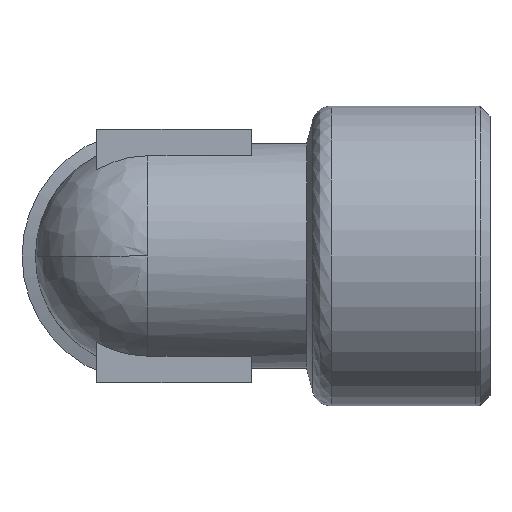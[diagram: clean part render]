
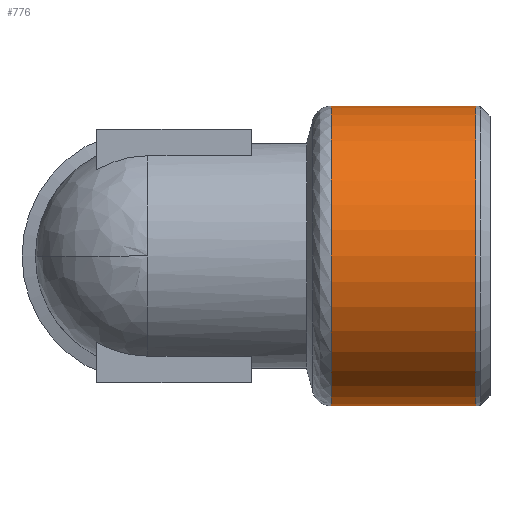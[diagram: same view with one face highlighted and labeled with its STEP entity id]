
A CAD part, left-side view. The second image highlights one B-rep face of the part: STEP entity #776.
In plain terms, the highlighted cylindrical face has radius 16 mm (diameter 32 mm), a full revolution.
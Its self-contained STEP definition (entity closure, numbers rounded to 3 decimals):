
#28 = AXIS2_PLACEMENT_3D ( 'NONE', #681, #680, #678 ) ;
#48 = AXIS2_PLACEMENT_3D ( 'NONE', #298, #297, #328 ) ;
#84 = EDGE_CURVE ( 'NONE', #1224, #1202, #935, .T. ) ;
#98 = EDGE_CURVE ( 'NONE', #1202, #1224, #926, .T. ) ;
#112 = EDGE_CURVE ( 'NONE', #896, #1221, #920, .T. ) ;
#130 = AXIS2_PLACEMENT_3D ( 'NONE', #527, #526, #525 ) ;
#146 = AXIS2_PLACEMENT_3D ( 'NONE', #605, #604, #603 ) ;
#149 = AXIS2_PLACEMENT_3D ( 'NONE', #640, #639, #638 ) ;
#151 = EDGE_CURVE ( 'NONE', #1221, #896, #881, .T. ) ;
#197 = CARTESIAN_POINT ( 'NONE',  ( 0., 2., -16. ) ) ;
#200 = CARTESIAN_POINT ( 'NONE',  ( 0., 17.465, 16. ) ) ;
#218 = CARTESIAN_POINT ( 'NONE',  ( 0., 2., 16. ) ) ;
#228 = CARTESIAN_POINT ( 'NONE',  ( 0., 17.465, -16. ) ) ;
#297 = DIRECTION ( 'NONE',  ( 0., -1., 0. ) ) ;
#298 = CARTESIAN_POINT ( 'NONE',  ( 0., 17.465, 0. ) ) ;
#328 = DIRECTION ( 'NONE',  ( 0., 0., -1. ) ) ;
#525 = DIRECTION ( 'NONE',  ( -1., 0., 0. ) ) ;
#526 = DIRECTION ( 'NONE',  ( 0., 1., 0. ) ) ;
#527 = CARTESIAN_POINT ( 'NONE',  ( 0., 17.465, 0. ) ) ;
#603 = DIRECTION ( 'NONE',  ( -1., 0., 0. ) ) ;
#604 = DIRECTION ( 'NONE',  ( 0., 1., 0. ) ) ;
#605 = CARTESIAN_POINT ( 'NONE',  ( 0., 17.465, 0. ) ) ;
#638 = DIRECTION ( 'NONE',  ( 0., 0., -1. ) ) ;
#639 = DIRECTION ( 'NONE',  ( 0., -1., 0. ) ) ;
#640 = CARTESIAN_POINT ( 'NONE',  ( 0., 2., 0. ) ) ;
#678 = DIRECTION ( 'NONE',  ( 0., 0., -1. ) ) ;
#680 = DIRECTION ( 'NONE',  ( 0., -1., 0. ) ) ;
#681 = CARTESIAN_POINT ( 'NONE',  ( 0., 2., 0. ) ) ;
#776 = ADVANCED_FACE ( 'NONE', ( #805, #840 ), #842, .T. ) ;
#805 = FACE_OUTER_BOUND ( 'NONE', #1165, .T. ) ;
#840 = FACE_OUTER_BOUND ( 'NONE', #1154, .T. ) ;
#842 = CYLINDRICAL_SURFACE ( 'NONE', #48, 16. ) ;
#881 = CIRCLE ( 'NONE', #130, 16. ) ;
#896 = VERTEX_POINT ( 'NONE', #228 ) ;
#920 = CIRCLE ( 'NONE', #146, 16. ) ;
#926 = CIRCLE ( 'NONE', #149, 16. ) ;
#935 = CIRCLE ( 'NONE', #28, 16. ) ;
#991 = ORIENTED_EDGE ( 'NONE', *, *, #151, .F. ) ;
#1013 = ORIENTED_EDGE ( 'NONE', *, *, #84, .F. ) ;
#1022 = ORIENTED_EDGE ( 'NONE', *, *, #112, .F. ) ;
#1074 = ORIENTED_EDGE ( 'NONE', *, *, #98, .F. ) ;
#1154 = EDGE_LOOP ( 'NONE', ( #1013, #1074 ) ) ;
#1165 = EDGE_LOOP ( 'NONE', ( #1022, #991 ) ) ;
#1202 = VERTEX_POINT ( 'NONE', #218 ) ;
#1221 = VERTEX_POINT ( 'NONE', #200 ) ;
#1224 = VERTEX_POINT ( 'NONE', #197 ) ;
